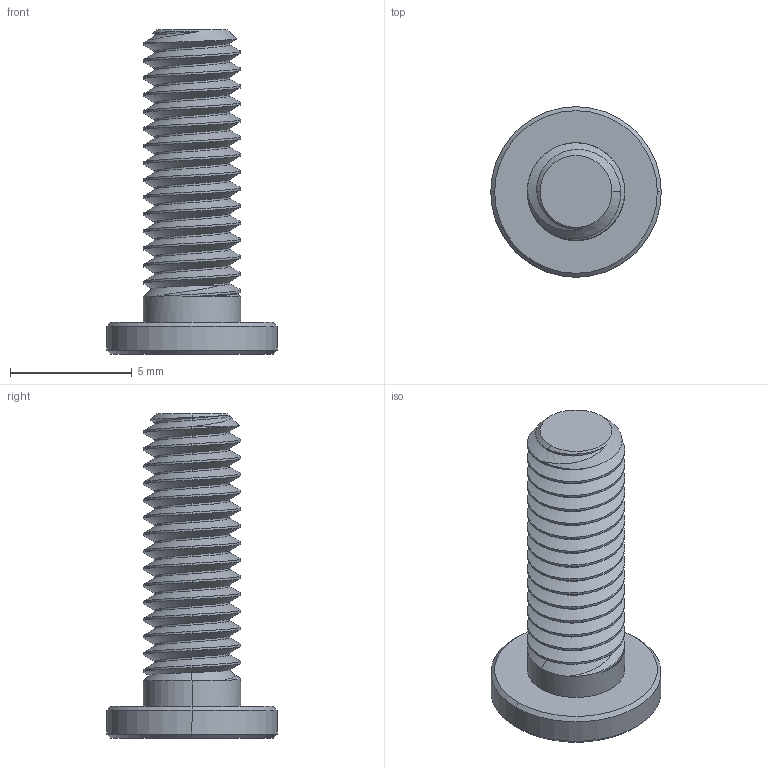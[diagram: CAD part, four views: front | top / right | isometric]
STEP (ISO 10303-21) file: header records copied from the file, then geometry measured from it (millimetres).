
FILE_DESCRIPTION (( 'STEP AP203' ), '1' );
FILE_NAME ('90358A007_Ultra-Low-Profile Socket Head Screw.STEP', '2022-05-09T20:31:46', ( 'Administrator' ), ( 'Managed by Terraform' ), 'SwSTEP 2.0', 'SolidWorks 2017', '' );
FILE_SCHEMA (( 'CONFIG_CONTROL_DESIGN' ));
Length unit declared in the file: millimetre
Products named in the file (1): 90358A007_Ultra-Low-Profile Socket Head Screw
Bounding box: 7 x 7 x 13.3 mm (x, y, z)
Volume: 166 mm3; surface area: 328.2 mm2
Topology: 1 solids, 1 shells, 93 faces, 248 edges, 159 vertices
Faces by surface type: cylinder 65, cone 16, plane 10, bspline 2
Entity records: 4570 total; most frequent: CARTESIAN_POINT 2566, ORIENTED_EDGE 496, DIRECTION 319, EDGE_CURVE 248, VERTEX_POINT 159, AXIS2_PLACEMENT_3D 117, EDGE_LOOP 95, ADVANCED_FACE 93
